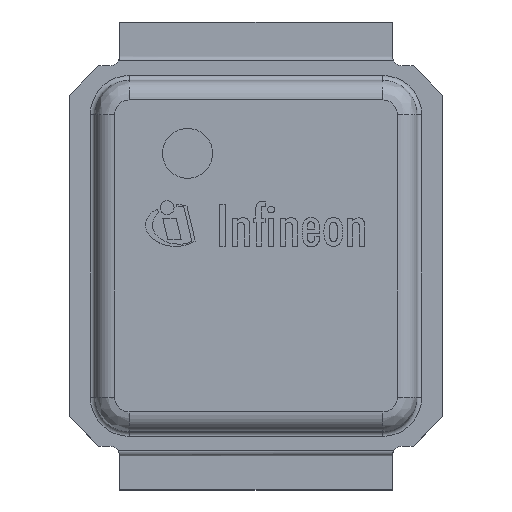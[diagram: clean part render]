
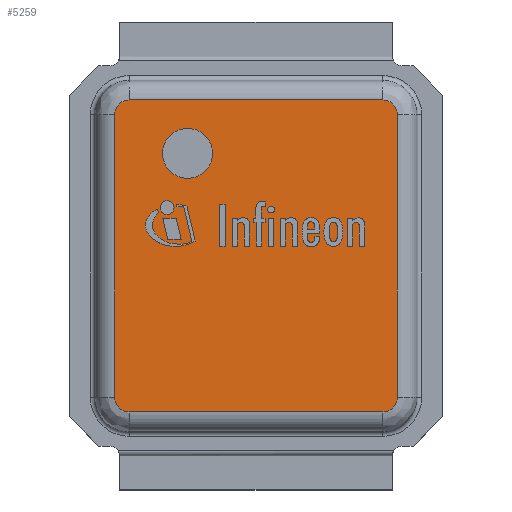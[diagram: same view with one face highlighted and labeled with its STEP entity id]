
A CAD part, top view. The second image highlights one B-rep face of the part: STEP entity #5259.
In plain terms, the highlighted planar face has unit normal (0, 0, 1).
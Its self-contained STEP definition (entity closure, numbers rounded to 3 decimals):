
#58=CIRCLE($,#5584,0.256);
#83=CIRCLE($,#5627,0.15);
#86=CIRCLE($,#5631,0.15);
#90=CIRCLE($,#5636,0.15);
#94=CIRCLE($,#5641,0.15);
#376=FACE_BOUND($,#1942,.T.);
#377=FACE_BOUND($,#1943,.T.);
#402=PLANE($,#5646);
#608=LINE($,#8837,#1039);
#610=LINE($,#8857,#1041);
#612=LINE($,#8875,#1043);
#613=LINE($,#8889,#1044);
#1039=VECTOR($,#6451,2.9);
#1041=VECTOR($,#6463,2.6);
#1043=VECTOR($,#6475,2.9);
#1044=VECTOR($,#6482,2.6);
#1942=EDGE_LOOP($,(#3895));
#1943=EDGE_LOOP($,(#3896,#3897,#3898,#3899,#3900,#3901,#3902,#3903));
#2301=VERTEX_POINT($,#8630);
#2350=VERTEX_POINT($,#8828);
#2351=VERTEX_POINT($,#8830);
#2353=VERTEX_POINT($,#8835);
#2355=VERTEX_POINT($,#8849);
#2357=VERTEX_POINT($,#8855);
#2358=VERTEX_POINT($,#8868);
#2359=VERTEX_POINT($,#8873);
#2360=VERTEX_POINT($,#8885);
#2860=EDGE_CURVE($,#2301,#2301,#58,.T.);
#2930=EDGE_CURVE($,#2351,#2350,#83,.T.);
#2932=EDGE_CURVE($,#2353,#2351,#608,.T.);
#2935=EDGE_CURVE($,#2355,#2353,#86,.T.);
#2938=EDGE_CURVE($,#2357,#2355,#610,.T.);
#2941=EDGE_CURVE($,#2358,#2357,#90,.T.);
#2944=EDGE_CURVE($,#2359,#2358,#612,.T.);
#2946=EDGE_CURVE($,#2360,#2359,#94,.T.);
#2947=EDGE_CURVE($,#2350,#2360,#613,.T.);
#3895=ORIENTED_EDGE($,*,*,#2860,.F.);
#3896=ORIENTED_EDGE($,*,*,#2930,.F.);
#3897=ORIENTED_EDGE($,*,*,#2932,.F.);
#3898=ORIENTED_EDGE($,*,*,#2935,.F.);
#3899=ORIENTED_EDGE($,*,*,#2938,.F.);
#3900=ORIENTED_EDGE($,*,*,#2941,.F.);
#3901=ORIENTED_EDGE($,*,*,#2944,.F.);
#3902=ORIENTED_EDGE($,*,*,#2946,.F.);
#3903=ORIENTED_EDGE($,*,*,#2947,.F.);
#5259=ADVANCED_FACE($,(#376,#377),#402,.T.);
#5584=AXIS2_PLACEMENT_3D($,#8631,#6320,#6321);
#5627=AXIS2_PLACEMENT_3D($,#8832,#6445,#6446);
#5631=AXIS2_PLACEMENT_3D($,#8851,#6455,#6456);
#5636=AXIS2_PLACEMENT_3D($,#8870,#6467,#6468);
#5641=AXIS2_PLACEMENT_3D($,#8887,#6478,#6479);
#5646=AXIS2_PLACEMENT_3D($,#8896,#6492,#6493);
#6320=DIRECTION('center_axis',(0.,0.,1.));
#6321=DIRECTION('ref_axis',(-1.,0.,0.));
#6445=DIRECTION('center_axis',(0.,0.,-1.));
#6446=DIRECTION('ref_axis',(0.707,-0.707,0.));
#6451=DIRECTION($,(0.,-1.,0.));
#6455=DIRECTION('center_axis',(0.,0.,-1.));
#6456=DIRECTION('ref_axis',(0.707,0.707,0.));
#6463=DIRECTION($,(1.,0.,0.));
#6467=DIRECTION('center_axis',(0.,0.,-1.));
#6468=DIRECTION('ref_axis',(-0.707,0.707,0.));
#6475=DIRECTION($,(0.,1.,0.));
#6478=DIRECTION('center_axis',(0.,0.,-1.));
#6479=DIRECTION('ref_axis',(-0.707,-0.707,0.));
#6482=DIRECTION($,(-1.,0.,0.));
#6492=DIRECTION('center_axis',(0.,0.,1.));
#6493=DIRECTION('ref_axis',(0.,-1.,0.));
#8630=CARTESIAN_POINT('',(-0.446,1.052,0.645));
#8631=CARTESIAN_POINT('Origin',(-0.702,1.052,0.645));
#8828=CARTESIAN_POINT('',(1.3,-1.6,0.645));
#8830=CARTESIAN_POINT('',(1.45,-1.45,0.645));
#8832=CARTESIAN_POINT('Origin',(1.3,-1.45,0.645));
#8835=CARTESIAN_POINT('',(1.45,1.45,0.645));
#8837=CARTESIAN_POINT($,(1.45,1.75,0.645));
#8849=CARTESIAN_POINT('',(1.3,1.6,0.645));
#8851=CARTESIAN_POINT('Origin',(1.3,1.45,0.645));
#8855=CARTESIAN_POINT('',(-1.3,1.6,0.645));
#8857=CARTESIAN_POINT($,(-0.65,1.6,0.645));
#8868=CARTESIAN_POINT('',(-1.45,1.45,0.645));
#8870=CARTESIAN_POINT('Origin',(-1.3,1.45,0.645));
#8873=CARTESIAN_POINT('',(-1.45,-1.45,0.645));
#8875=CARTESIAN_POINT($,(-1.45,0.3,0.645));
#8885=CARTESIAN_POINT('',(-1.3,-1.6,0.645));
#8887=CARTESIAN_POINT('Origin',(-1.3,-1.45,0.645));
#8889=CARTESIAN_POINT($,(0.65,-1.6,0.645));
#8896=CARTESIAN_POINT('Origin',(0.,2.05,0.645));
